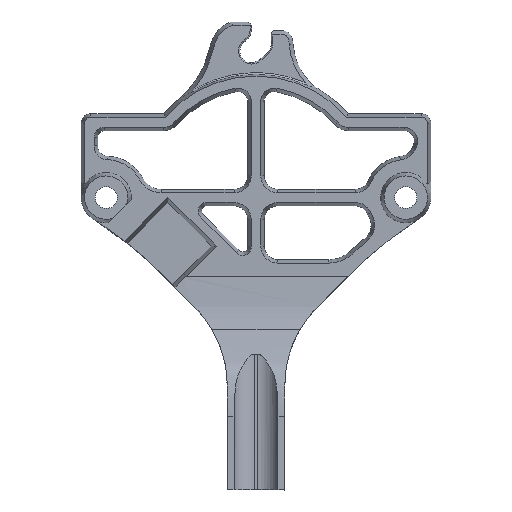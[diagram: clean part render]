
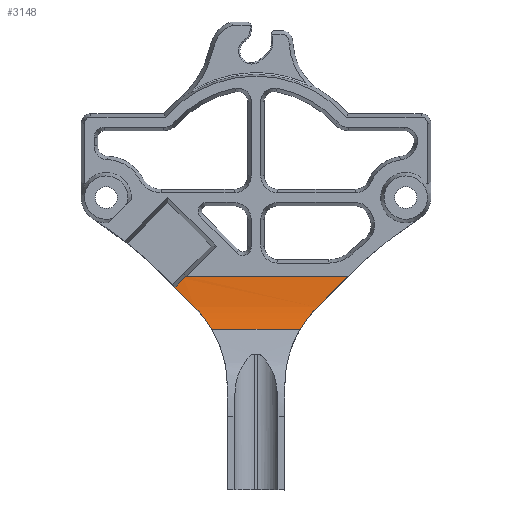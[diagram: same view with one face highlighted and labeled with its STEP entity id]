
A CAD part, top view. The second image highlights one B-rep face of the part: STEP entity #3148.
In plain terms, the highlighted cylindrical face has radius 30 mm (diameter 60 mm), a partial arc.
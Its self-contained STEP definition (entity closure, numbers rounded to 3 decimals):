
#307=ELLIPSE('',#3353,43.754,30.);
#312=LINE('',#4680,#578);
#313=LINE('',#4692,#579);
#578=VECTOR('',#3705,1000.);
#579=VECTOR('',#3706,1000.);
#844=ORIENTED_EDGE('',*,*,#1822,.T.);
#845=ORIENTED_EDGE('',*,*,#1823,.F.);
#846=ORIENTED_EDGE('',*,*,#1824,.F.);
#847=ORIENTED_EDGE('',*,*,#1825,.T.);
#848=ORIENTED_EDGE('',*,*,#1826,.T.);
#849=ORIENTED_EDGE('',*,*,#1827,.T.);
#850=ORIENTED_EDGE('',*,*,#1828,.T.);
#851=ORIENTED_EDGE('',*,*,#1829,.F.);
#1822=EDGE_CURVE('',#2311,#2312,#2616,.T.);
#1823=EDGE_CURVE('',#2313,#2312,#2617,.T.);
#1824=EDGE_CURVE('',#2314,#2313,#312,.T.);
#1825=EDGE_CURVE('',#2314,#2315,#2618,.T.);
#1826=EDGE_CURVE('',#2315,#2316,#2619,.F.);
#1827=EDGE_CURVE('',#2316,#2317,#313,.T.);
#1828=EDGE_CURVE('',#2317,#2318,#307,.T.);
#1829=EDGE_CURVE('',#2311,#2318,#2620,.T.);
#2311=VERTEX_POINT('',#4673);
#2312=VERTEX_POINT('',#4674);
#2313=VERTEX_POINT('',#4679);
#2314=VERTEX_POINT('',#4681);
#2315=VERTEX_POINT('',#4686);
#2316=VERTEX_POINT('',#4691);
#2317=VERTEX_POINT('',#4693);
#2318=VERTEX_POINT('',#4695);
#2616=B_SPLINE_CURVE_WITH_KNOTS('',3,(#4669,#4670,#4671,#4672),
 .UNSPECIFIED.,.F.,.F.,(4,4),(0.,0.004),
 .UNSPECIFIED.);
#2617=B_SPLINE_CURVE_WITH_KNOTS('',3,(#4675,#4676,#4677,#4678),
 .UNSPECIFIED.,.F.,.F.,(4,4),(0.002,0.006),
 .UNSPECIFIED.);
#2618=B_SPLINE_CURVE_WITH_KNOTS('',3,(#4682,#4683,#4684,#4685),
 .UNSPECIFIED.,.F.,.F.,(4,4),(0.042,0.046),
 .UNSPECIFIED.);
#2619=B_SPLINE_CURVE_WITH_KNOTS('',3,(#4687,#4688,#4689,#4690),
 .UNSPECIFIED.,.F.,.F.,(4,4),(0.054,0.06),
 .UNSPECIFIED.);
#2620=B_SPLINE_CURVE_WITH_KNOTS('',3,(#4696,#4697,#4698,#4699),
 .UNSPECIFIED.,.F.,.F.,(4,4),(0.,0.002),.UNSPECIFIED.);
#2672=EDGE_LOOP('',(#844,#845,#846,#847,#848,#849,#850,#851));
#2880=FACE_BOUND('',#2672,.T.);
#3088=CYLINDRICAL_SURFACE('',#3352,30.);
#3148=ADVANCED_FACE('',(#2880),#3088,.F.);
#3352=AXIS2_PLACEMENT_3D('',#4668,#3703,#3704);
#3353=AXIS2_PLACEMENT_3D('',#4694,#3707,#3708);
#3703=DIRECTION('',(1.,0.,0.));
#3704=DIRECTION('',(0.,1.,0.));
#3705=DIRECTION('',(-1.,0.,0.));
#3706=DIRECTION('',(-1.,0.,0.));
#3707=DIRECTION('',(-0.686,0.686,0.242));
#3708=DIRECTION('',(0.728,0.646,0.228));
#4668=CARTESIAN_POINT('',(-0.615,-11.549,35.));
#4669=CARTESIAN_POINT('',(-11.864,-13.179,5.044));
#4670=CARTESIAN_POINT('',(-10.901,-14.177,5.099));
#4671=CARTESIAN_POINT('',(-9.93,-15.161,5.202));
#4672=CARTESIAN_POINT('',(-8.951,-16.133,5.352));
#4673=CARTESIAN_POINT('',(-11.864,-13.179,5.044));
#4674=CARTESIAN_POINT('',(-8.951,-16.133,5.352));
#4675=CARTESIAN_POINT('',(-6.442,-19.357,6.034));
#4676=CARTESIAN_POINT('',(-7.123,-18.203,5.723));
#4677=CARTESIAN_POINT('',(-7.966,-17.109,5.503));
#4678=CARTESIAN_POINT('',(-8.951,-16.133,5.352));
#4679=CARTESIAN_POINT('',(-6.442,-19.357,6.034));
#4680=CARTESIAN_POINT('',(16.721,-19.357,6.034));
#4681=CARTESIAN_POINT('',(6.443,-19.357,6.034));
#4682=CARTESIAN_POINT('',(6.443,-19.357,6.034));
#4683=CARTESIAN_POINT('',(7.125,-18.202,5.723));
#4684=CARTESIAN_POINT('',(7.979,-17.098,5.501));
#4685=CARTESIAN_POINT('',(8.952,-16.133,5.352));
#4686=CARTESIAN_POINT('',(8.952,-16.133,5.352));
#4687=CARTESIAN_POINT('',(13.42,-11.549,5.));
#4688=CARTESIAN_POINT('',(11.952,-13.106,5.));
#4689=CARTESIAN_POINT('',(10.463,-14.634,5.12));
#4690=CARTESIAN_POINT('',(8.952,-16.133,5.352));
#4691=CARTESIAN_POINT('',(13.42,-11.549,5.));
#4692=CARTESIAN_POINT('',(-0.615,-11.549,5.));
#4693=CARTESIAN_POINT('',(-10.234,-11.549,5.));
#4694=CARTESIAN_POINT('',(0.375,-11.549,35.));
#4695=CARTESIAN_POINT('',(-10.588,-11.903,5.002));
#4696=CARTESIAN_POINT('',(-11.864,-13.179,5.044));
#4697=CARTESIAN_POINT('',(-11.439,-12.754,5.021));
#4698=CARTESIAN_POINT('',(-11.013,-12.328,5.007));
#4699=CARTESIAN_POINT('',(-10.588,-11.903,5.002));
